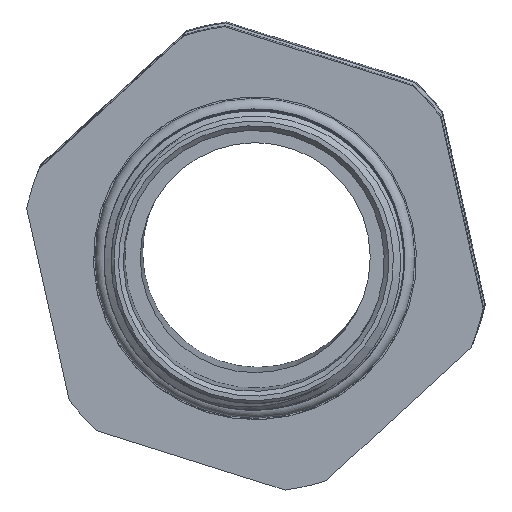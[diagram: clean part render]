
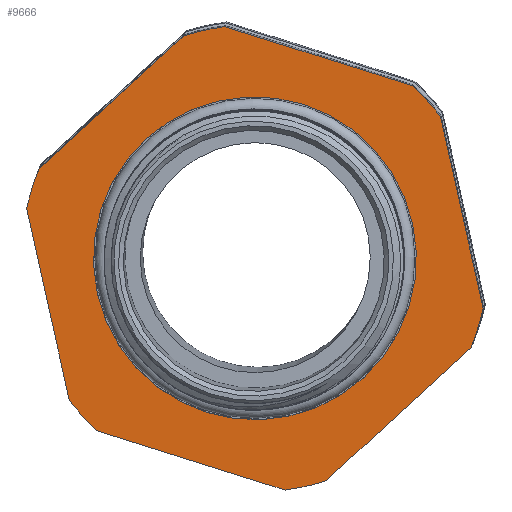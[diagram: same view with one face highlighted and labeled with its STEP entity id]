
A CAD part, front view. The second image highlights one B-rep face of the part: STEP entity #9666.
In plain terms, the highlighted face is planar.
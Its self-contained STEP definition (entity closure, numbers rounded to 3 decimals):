
#266=FACE_BOUND('',#1896,.T.);
#809=CIRCLE('',#11033,24.8);
#810=CIRCLE('',#11035,24.8);
#811=CIRCLE('',#11037,24.8);
#812=CIRCLE('',#11039,24.8);
#813=CIRCLE('',#11041,24.8);
#814=CIRCLE('',#11043,24.8);
#816=CIRCLE('',#11046,17.139);
#1348=FACE_OUTER_BOUND('',#1895,.T.);
#1895=EDGE_LOOP('',(#8655,#8656,#8657,#8658,#8659,#8660,#8661,#8662,#8663,
#8664,#8665,#8666));
#1896=EDGE_LOOP('',(#8667));
#2613=LINE('',#20687,#2949);
#2616=LINE('',#20702,#2952);
#2619=LINE('',#20717,#2955);
#2622=LINE('',#20732,#2958);
#2625=LINE('',#20747,#2961);
#2628=LINE('',#20762,#2964);
#2949=VECTOR('',#13919,10.);
#2952=VECTOR('',#13924,10.);
#2955=VECTOR('',#13929,10.);
#2958=VECTOR('',#13934,10.);
#2961=VECTOR('',#13939,10.);
#2964=VECTOR('',#13944,10.);
#4209=VERTEX_POINT('',#20684);
#4210=VERTEX_POINT('',#20686);
#4214=VERTEX_POINT('',#20699);
#4215=VERTEX_POINT('',#20701);
#4219=VERTEX_POINT('',#20714);
#4220=VERTEX_POINT('',#20716);
#4224=VERTEX_POINT('',#20729);
#4225=VERTEX_POINT('',#20731);
#4229=VERTEX_POINT('',#20744);
#4230=VERTEX_POINT('',#20746);
#4234=VERTEX_POINT('',#20759);
#4235=VERTEX_POINT('',#20761);
#4236=VERTEX_POINT('',#20793);
#5688=EDGE_CURVE('',#4210,#4209,#2613,.T.);
#5693=EDGE_CURVE('',#4215,#4214,#2616,.T.);
#5698=EDGE_CURVE('',#4220,#4219,#2619,.T.);
#5703=EDGE_CURVE('',#4225,#4224,#2622,.T.);
#5708=EDGE_CURVE('',#4230,#4229,#2625,.T.);
#5713=EDGE_CURVE('',#4235,#4234,#2628,.T.);
#5725=EDGE_CURVE('',#4235,#4224,#809,.T.);
#5726=EDGE_CURVE('',#4220,#4234,#810,.T.);
#5727=EDGE_CURVE('',#4225,#4214,#811,.T.);
#5728=EDGE_CURVE('',#4215,#4229,#812,.T.);
#5729=EDGE_CURVE('',#4230,#4209,#813,.T.);
#5730=EDGE_CURVE('',#4210,#4219,#814,.T.);
#5732=EDGE_CURVE('',#4236,#4236,#816,.T.);
#8655=ORIENTED_EDGE('',*,*,#5688,.T.);
#8656=ORIENTED_EDGE('',*,*,#5729,.F.);
#8657=ORIENTED_EDGE('',*,*,#5708,.T.);
#8658=ORIENTED_EDGE('',*,*,#5728,.F.);
#8659=ORIENTED_EDGE('',*,*,#5693,.T.);
#8660=ORIENTED_EDGE('',*,*,#5727,.F.);
#8661=ORIENTED_EDGE('',*,*,#5703,.T.);
#8662=ORIENTED_EDGE('',*,*,#5725,.F.);
#8663=ORIENTED_EDGE('',*,*,#5713,.T.);
#8664=ORIENTED_EDGE('',*,*,#5726,.F.);
#8665=ORIENTED_EDGE('',*,*,#5698,.T.);
#8666=ORIENTED_EDGE('',*,*,#5730,.F.);
#8667=ORIENTED_EDGE('',*,*,#5732,.T.);
#9159=PLANE('',#11045);
#9666=ADVANCED_FACE('',(#1348,#266),#9159,.T.);
#11033=AXIS2_PLACEMENT_3D('',#20780,#13978,#13979);
#11035=AXIS2_PLACEMENT_3D('',#20782,#13982,#13983);
#11037=AXIS2_PLACEMENT_3D('',#20784,#13986,#13987);
#11039=AXIS2_PLACEMENT_3D('',#20786,#13990,#13991);
#11041=AXIS2_PLACEMENT_3D('',#20788,#13994,#13995);
#11043=AXIS2_PLACEMENT_3D('',#20790,#13998,#13999);
#11045=AXIS2_PLACEMENT_3D('',#20792,#14002,#14003);
#11046=AXIS2_PLACEMENT_3D('',#20794,#14004,#14005);
#13919=DIRECTION('',(-1.,0.,0.));
#13924=DIRECTION('',(0.5,0.,0.866));
#13929=DIRECTION('',(-0.5,0.,-0.866));
#13934=DIRECTION('',(1.,0.,0.));
#13939=DIRECTION('',(-0.5,0.,0.866));
#13944=DIRECTION('',(0.5,0.,-0.866));
#13978=DIRECTION('center_axis',(0.,-1.,0.));
#13979=DIRECTION('ref_axis',(1.,0.,0.));
#13982=DIRECTION('center_axis',(0.,-1.,0.));
#13983=DIRECTION('ref_axis',(1.,0.,0.));
#13986=DIRECTION('center_axis',(0.,-1.,0.));
#13987=DIRECTION('ref_axis',(1.,0.,0.));
#13990=DIRECTION('center_axis',(0.,-1.,0.));
#13991=DIRECTION('ref_axis',(1.,0.,0.));
#13994=DIRECTION('center_axis',(0.,-1.,0.));
#13995=DIRECTION('ref_axis',(1.,0.,0.));
#13998=DIRECTION('center_axis',(0.,-1.,0.));
#13999=DIRECTION('ref_axis',(1.,0.,0.));
#14002=DIRECTION('center_axis',(0.,1.,0.));
#14003=DIRECTION('ref_axis',(0.,0.,1.));
#14004=DIRECTION('center_axis',(0.,-1.,0.));
#14005=DIRECTION('ref_axis',(1.,0.,0.));
#20684=CARTESIAN_POINT('',(-10.43,-16.,-22.5));
#20686=CARTESIAN_POINT('',(10.43,-16.,-22.5));
#20687=CARTESIAN_POINT('',(5.215,-16.,-22.5));
#20699=CARTESIAN_POINT('',(-14.27,-16.,20.283));
#20701=CARTESIAN_POINT('',(-24.701,-16.,2.217));
#20702=CARTESIAN_POINT('',(-27.462,-16.,-2.566));
#20714=CARTESIAN_POINT('',(14.27,-16.,-20.283));
#20716=CARTESIAN_POINT('',(24.701,-16.,-2.217));
#20717=CARTESIAN_POINT('',(16.724,-16.,-16.034));
#20729=CARTESIAN_POINT('',(10.43,-16.,22.5));
#20731=CARTESIAN_POINT('',(-10.43,-16.,22.5));
#20732=CARTESIAN_POINT('',(-5.215,-16.,22.5));
#20744=CARTESIAN_POINT('',(-24.701,-16.,-2.217));
#20746=CARTESIAN_POINT('',(-14.27,-16.,-20.283));
#20747=CARTESIAN_POINT('',(-11.509,-16.,-25.066));
#20759=CARTESIAN_POINT('',(24.701,-16.,2.217));
#20761=CARTESIAN_POINT('',(14.27,-16.,20.283));
#20762=CARTESIAN_POINT('',(22.247,-16.,6.466));
#20780=CARTESIAN_POINT('Origin',(0.,-16.,0.));
#20782=CARTESIAN_POINT('Origin',(0.,-16.,0.));
#20784=CARTESIAN_POINT('Origin',(0.,-16.,0.));
#20786=CARTESIAN_POINT('Origin',(0.,-16.,0.));
#20788=CARTESIAN_POINT('Origin',(0.,-16.,0.));
#20790=CARTESIAN_POINT('Origin',(0.,-16.,0.));
#20792=CARTESIAN_POINT('Origin',(0.,-16.,-24.8));
#20793=CARTESIAN_POINT('',(0.,-16.,-17.139));
#20794=CARTESIAN_POINT('Origin',(0.,-16.,0.));
